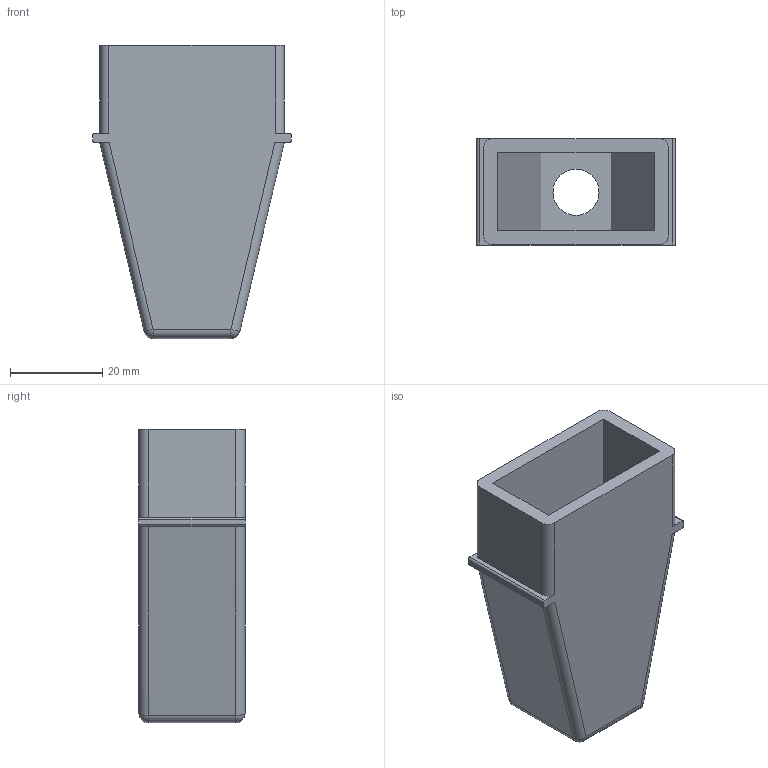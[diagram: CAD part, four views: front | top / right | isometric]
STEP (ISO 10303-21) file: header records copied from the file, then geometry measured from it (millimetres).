
FILE_DESCRIPTION( ( '' ), ' ' );
FILE_NAME( '5dc34e02aeeef816be8117ec.step', '2019-11-06T22:49:38', ( '' ), ( '' ), ' ', ' ', ' ' );
FILE_SCHEMA( ( 'AUTOMOTIVE_DESIGN { 1 0 10303 214 1 1 1 1 }' ) );
Length unit declared in the file: metre
Products named in the file (1): Part 1
Bounding box: 43 x 23 x 63.5 mm (x, y, z)
Volume: 19660.3 mm3; surface area: 13525 mm2
Topology: 1 solids, 1 shells, 42 faces, 110 edges, 67 vertices
Faces by surface type: plane 21, cylinder 17, sphere 4
Full cylindrical faces by diameter (mm): 10 x1
Entity records: 1598 total; most frequent: DIRECTION 224, CARTESIAN_POINT 213, ORIENTED_EDGE 208, EDGE_CURVE 104, AXIS2_PLACEMENT_3D 77, LINE 70, VECTOR 70, VERTEX_POINT 66
